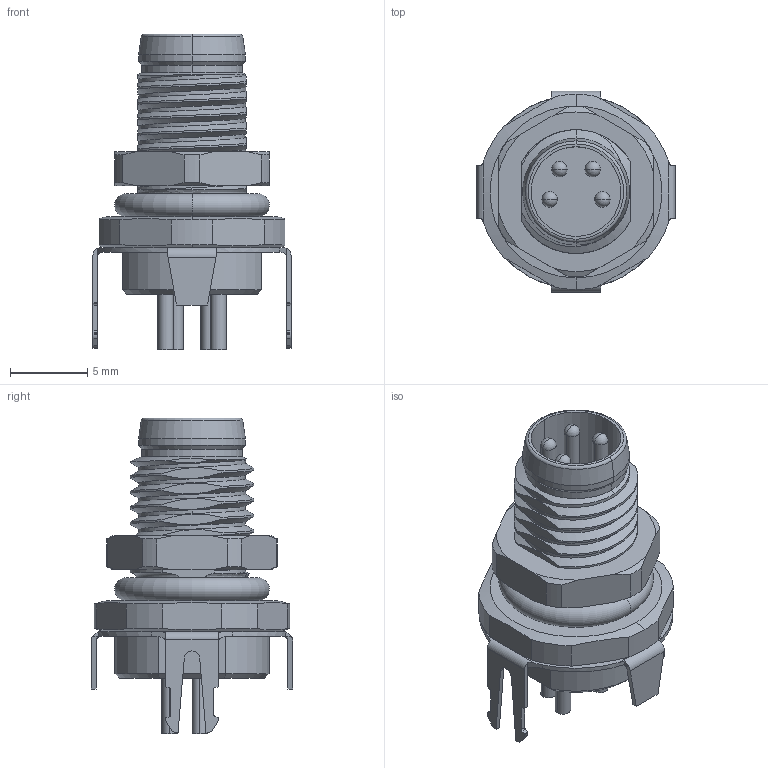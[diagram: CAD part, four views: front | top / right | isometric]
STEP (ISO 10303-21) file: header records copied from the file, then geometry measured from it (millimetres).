
FILE_DESCRIPTION((''),'2;1');
FILE_NAME('C-T4040034041-000','2017-02-06T',('workeradm'),('Tyco Electronics Ltd.'),'CREO PARAMETRIC BY PTC INC, 2016050','CREO PARAMETRIC BY PTC INC, 2016050','');
FILE_SCHEMA(('AUTOMOTIVE_DESIGN { 1 0 10303 214 1 1 1 1 }'));
Length unit declared in the file: millimetre
Products named in the file (1): C-T4040034041-000
Bounding box: 12.8 x 13 x 20.4 mm (x, y, z)
Volume: 1003.5 mm3; surface area: 1221.3 mm2
Topology: 1 solids, 1 shells, 243 faces, 649 edges, 415 vertices
Faces by surface type: plane 103, cylinder 90, cone 25, bspline 11, sphere 8, torus 6
Entity records: 11466 total; most frequent: CARTESIAN_POINT 5527, ORIENTED_EDGE 1282, DIRECTION 1169, EDGE_CURVE 641, AXIS2_PLACEMENT_3D 430, VERTEX_POINT 415, VECTOR 309, LINE 309
